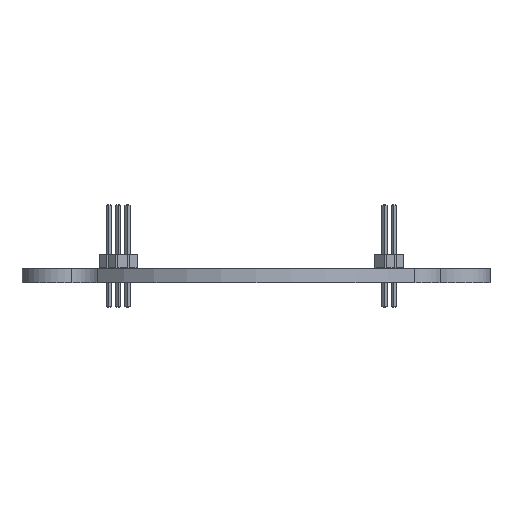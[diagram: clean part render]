
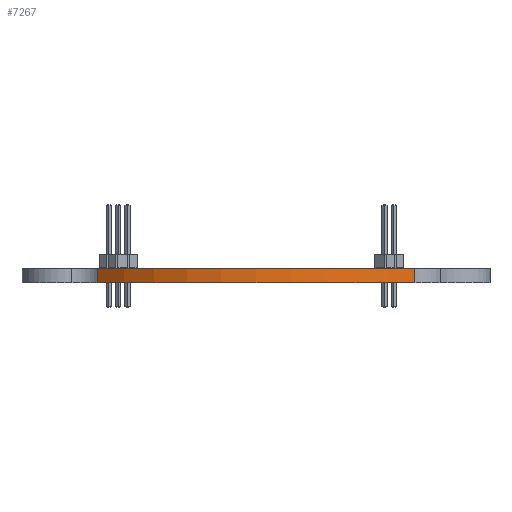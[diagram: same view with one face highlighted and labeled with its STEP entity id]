
A CAD part, left-side view. The second image highlights one B-rep face of the part: STEP entity #7267.
In plain terms, the highlighted cylindrical face has radius 17 mm (diameter 34 mm), a partial arc.
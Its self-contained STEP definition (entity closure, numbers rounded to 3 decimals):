
#3397 = CYLINDRICAL_SURFACE('',#3398,2.);
#3398 = AXIS2_PLACEMENT_3D('',#3399,#3400,#3401);
#3399 = CARTESIAN_POINT('',(-14.919,13.476,0.));
#3400 = DIRECTION('',(-0.,-0.,-1.));
#3401 = DIRECTION('',(0.705,-0.709,0.));
#3426 = PLANE('',#3427);
#3427 = AXIS2_PLACEMENT_3D('',#3428,#3429,#3430);
#3428 = CARTESIAN_POINT('',(-1.525,0.,1.09));
#3429 = DIRECTION('',(-0.,-0.,-1.));
#3430 = DIRECTION('',(-1.,0.,0.));
#3481 = PLANE('',#3482);
#3482 = AXIS2_PLACEMENT_3D('',#3483,#3484,#3485);
#3483 = CARTESIAN_POINT('',(-1.525,0.,0.));
#3484 = DIRECTION('',(-0.,-0.,-1.));
#3485 = DIRECTION('',(-1.,0.,0.));
#3496 = EDGE_CURVE('',#3497,#3499,#3501,.T.);
#3497 = VERTEX_POINT('',#3498);
#3498 = CARTESIAN_POINT('',(-13.509,12.058,0.));
#3499 = VERTEX_POINT('',#3500);
#3500 = CARTESIAN_POINT('',(-13.509,12.058,1.09));
#3501 = SURFACE_CURVE('',#3502,(#3506,#3513),.PCURVE_S1.);
#3502 = LINE('',#3503,#3504);
#3503 = CARTESIAN_POINT('',(-13.509,12.058,0.));
#3504 = VECTOR('',#3505,1.);
#3505 = DIRECTION('',(0.,0.,1.));
#3506 = PCURVE('',#3397,#3507);
#3507 = DEFINITIONAL_REPRESENTATION('',(#3508),#3512);
#3508 = LINE('',#3509,#3510);
#3509 = CARTESIAN_POINT('',(-0.,0.));
#3510 = VECTOR('',#3511,1.);
#3511 = DIRECTION('',(-0.,-1.));
#3512 = ( GEOMETRIC_REPRESENTATION_CONTEXT(2) 
PARAMETRIC_REPRESENTATION_CONTEXT() REPRESENTATION_CONTEXT('2D SPACE',''
  ) );
#3513 = PCURVE('',#3514,#3519);
#3514 = CYLINDRICAL_SURFACE('',#3515,17.);
#3515 = AXIS2_PLACEMENT_3D('',#3516,#3517,#3518);
#3516 = CARTESIAN_POINT('',(-1.525,0.,0.));
#3517 = DIRECTION('',(0.,0.,-1.));
#3518 = DIRECTION('',(-0.705,-0.709,-0.));
#3519 = DEFINITIONAL_REPRESENTATION('',(#3520),#3524);
#3520 = LINE('',#3521,#3522);
#3521 = CARTESIAN_POINT('',(1.577,0.));
#3522 = VECTOR('',#3523,1.);
#3523 = DIRECTION('',(0.,-1.));
#3524 = ( GEOMETRIC_REPRESENTATION_CONTEXT(2) 
PARAMETRIC_REPRESENTATION_CONTEXT() REPRESENTATION_CONTEXT('2D SPACE',''
  ) );
#3881 = VERTEX_POINT('',#3882);
#3882 = CARTESIAN_POINT('',(-13.509,-12.058,0.));
#3901 = CYLINDRICAL_SURFACE('',#3902,2.);
#3902 = AXIS2_PLACEMENT_3D('',#3903,#3904,#3905);
#3903 = CARTESIAN_POINT('',(-14.919,-13.476,0.));
#3904 = DIRECTION('',(-0.,-0.,-1.));
#3905 = DIRECTION('',(0.969,-0.247,0.));
#3913 = EDGE_CURVE('',#3881,#3497,#3914,.T.);
#3914 = SURFACE_CURVE('',#3915,(#3920,#3927),.PCURVE_S1.);
#3915 = CIRCLE('',#3916,17.);
#3916 = AXIS2_PLACEMENT_3D('',#3917,#3918,#3919);
#3917 = CARTESIAN_POINT('',(-1.525,0.,0.));
#3918 = DIRECTION('',(0.,0.,-1.));
#3919 = DIRECTION('',(-0.705,-0.709,-0.));
#3920 = PCURVE('',#3481,#3921);
#3921 = DEFINITIONAL_REPRESENTATION('',(#3922),#3926);
#3922 = CIRCLE('',#3923,17.);
#3923 = AXIS2_PLACEMENT_2D('',#3924,#3925);
#3924 = CARTESIAN_POINT('',(0.,0.));
#3925 = DIRECTION('',(0.705,-0.709));
#3926 = ( GEOMETRIC_REPRESENTATION_CONTEXT(2) 
PARAMETRIC_REPRESENTATION_CONTEXT() REPRESENTATION_CONTEXT('2D SPACE',''
  ) );
#3927 = PCURVE('',#3514,#3928);
#3928 = DEFINITIONAL_REPRESENTATION('',(#3929),#3933);
#3929 = LINE('',#3930,#3931);
#3930 = CARTESIAN_POINT('',(0.,0.));
#3931 = VECTOR('',#3932,1.);
#3932 = DIRECTION('',(1.,0.));
#3933 = ( GEOMETRIC_REPRESENTATION_CONTEXT(2) 
PARAMETRIC_REPRESENTATION_CONTEXT() REPRESENTATION_CONTEXT('2D SPACE',''
  ) );
#5810 = VERTEX_POINT('',#5811);
#5811 = CARTESIAN_POINT('',(-13.509,-12.058,1.09));
#5837 = EDGE_CURVE('',#5810,#3499,#5838,.T.);
#5838 = SURFACE_CURVE('',#5839,(#5844,#5851),.PCURVE_S1.);
#5839 = CIRCLE('',#5840,17.);
#5840 = AXIS2_PLACEMENT_3D('',#5841,#5842,#5843);
#5841 = CARTESIAN_POINT('',(-1.525,0.,1.09));
#5842 = DIRECTION('',(0.,0.,-1.));
#5843 = DIRECTION('',(-0.705,-0.709,-0.));
#5844 = PCURVE('',#3426,#5845);
#5845 = DEFINITIONAL_REPRESENTATION('',(#5846),#5850);
#5846 = CIRCLE('',#5847,17.);
#5847 = AXIS2_PLACEMENT_2D('',#5848,#5849);
#5848 = CARTESIAN_POINT('',(0.,0.));
#5849 = DIRECTION('',(0.705,-0.709));
#5850 = ( GEOMETRIC_REPRESENTATION_CONTEXT(2) 
PARAMETRIC_REPRESENTATION_CONTEXT() REPRESENTATION_CONTEXT('2D SPACE',''
  ) );
#5851 = PCURVE('',#3514,#5852);
#5852 = DEFINITIONAL_REPRESENTATION('',(#5853),#5857);
#5853 = LINE('',#5854,#5855);
#5854 = CARTESIAN_POINT('',(0.,-1.09));
#5855 = VECTOR('',#5856,1.);
#5856 = DIRECTION('',(1.,0.));
#5857 = ( GEOMETRIC_REPRESENTATION_CONTEXT(2) 
PARAMETRIC_REPRESENTATION_CONTEXT() REPRESENTATION_CONTEXT('2D SPACE',''
  ) );
#7267 = ADVANCED_FACE('',(#7268),#3514,.T.);
#7268 = FACE_BOUND('',#7269,.T.);
#7269 = EDGE_LOOP('',(#7270,#7291,#7292,#7293));
#7270 = ORIENTED_EDGE('',*,*,#7271,.T.);
#7271 = EDGE_CURVE('',#3881,#5810,#7272,.T.);
#7272 = SURFACE_CURVE('',#7273,(#7277,#7284),.PCURVE_S1.);
#7273 = LINE('',#7274,#7275);
#7274 = CARTESIAN_POINT('',(-13.509,-12.058,0.));
#7275 = VECTOR('',#7276,1.);
#7276 = DIRECTION('',(0.,0.,1.));
#7277 = PCURVE('',#3514,#7278);
#7278 = DEFINITIONAL_REPRESENTATION('',(#7279),#7283);
#7279 = LINE('',#7280,#7281);
#7280 = CARTESIAN_POINT('',(0.,0.));
#7281 = VECTOR('',#7282,1.);
#7282 = DIRECTION('',(0.,-1.));
#7283 = ( GEOMETRIC_REPRESENTATION_CONTEXT(2) 
PARAMETRIC_REPRESENTATION_CONTEXT() REPRESENTATION_CONTEXT('2D SPACE',''
  ) );
#7284 = PCURVE('',#3901,#7285);
#7285 = DEFINITIONAL_REPRESENTATION('',(#7286),#7290);
#7286 = LINE('',#7287,#7288);
#7287 = CARTESIAN_POINT('',(-1.038,0.));
#7288 = VECTOR('',#7289,1.);
#7289 = DIRECTION('',(-0.,-1.));
#7290 = ( GEOMETRIC_REPRESENTATION_CONTEXT(2) 
PARAMETRIC_REPRESENTATION_CONTEXT() REPRESENTATION_CONTEXT('2D SPACE',''
  ) );
#7291 = ORIENTED_EDGE('',*,*,#5837,.T.);
#7292 = ORIENTED_EDGE('',*,*,#3496,.F.);
#7293 = ORIENTED_EDGE('',*,*,#3913,.F.);
